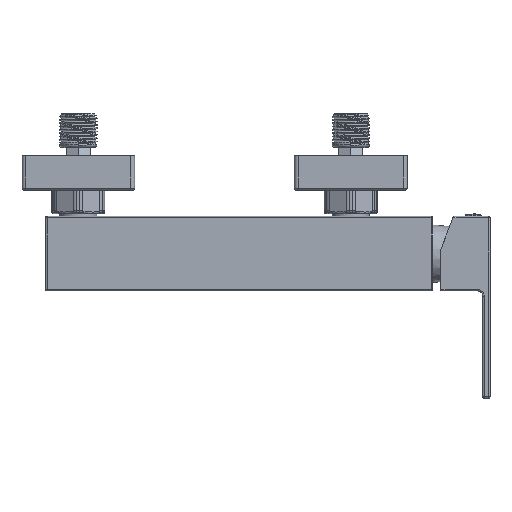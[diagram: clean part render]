
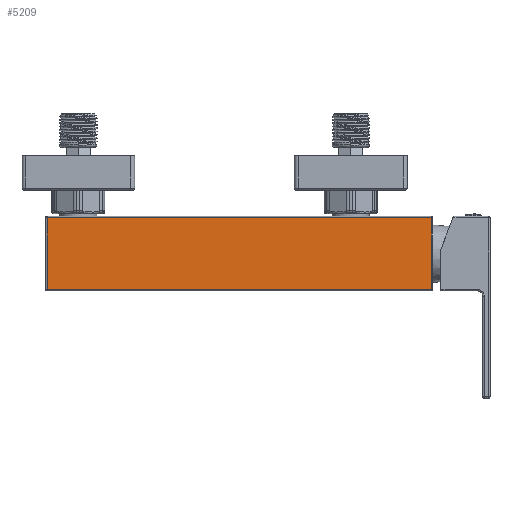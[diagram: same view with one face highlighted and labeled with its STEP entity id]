
A CAD part, top view. The second image highlights one B-rep face of the part: STEP entity #5209.
In plain terms, the highlighted planar face has unit normal (0, 0, 1).
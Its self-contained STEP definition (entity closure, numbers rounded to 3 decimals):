
#5133=CARTESIAN_POINT('',(119.7,19.7,18.));
#5134=VERTEX_POINT('',#5133);
#5160=CARTESIAN_POINT('',(-92.2,19.7,18.));
#5161=VERTEX_POINT('',#5160);
#5169=CARTESIAN_POINT('',(119.7,19.7,18.));
#5170=DIRECTION('',(-1.,-0.,0.));
#5171=VECTOR('',#5170,211.9);
#5172=LINE('',#5169,#5171);
#5173=EDGE_CURVE('',#5134,#5161,#5172,.T.);
#5179=CARTESIAN_POINT('',(0.,0.,18.));
#5180=DIRECTION('',(0.,0.,1.));
#5181=DIRECTION('',(1.,0.,0.));
#5182=AXIS2_PLACEMENT_3D('',#5179,#5180,#5181);
#5183=PLANE('',#5182);
#5184=ORIENTED_EDGE('',*,*,#5173,.T.);
#5185=CARTESIAN_POINT('',(-92.2,-19.7,18.));
#5186=VERTEX_POINT('',#5185);
#5187=CARTESIAN_POINT('',(-92.2,19.7,18.));
#5188=DIRECTION('',(-0.,-1.,-0.));
#5189=VECTOR('',#5188,39.4);
#5190=LINE('',#5187,#5189);
#5191=EDGE_CURVE('',#5161,#5186,#5190,.T.);
#5192=ORIENTED_EDGE('',*,*,#5191,.T.);
#5193=CARTESIAN_POINT('',(119.7,-19.7,18.));
#5194=VERTEX_POINT('',#5193);
#5195=CARTESIAN_POINT('',(-92.2,-19.7,18.));
#5196=DIRECTION('',(1.,0.,-0.));
#5197=VECTOR('',#5196,211.9);
#5198=LINE('',#5195,#5197);
#5199=EDGE_CURVE('',#5186,#5194,#5198,.T.);
#5200=ORIENTED_EDGE('',*,*,#5199,.T.);
#5201=CARTESIAN_POINT('',(119.7,-19.7,18.));
#5202=DIRECTION('',(0.,1.,0.));
#5203=VECTOR('',#5202,39.4);
#5204=LINE('',#5201,#5203);
#5205=EDGE_CURVE('',#5194,#5134,#5204,.T.);
#5206=ORIENTED_EDGE('',*,*,#5205,.T.);
#5207=EDGE_LOOP('',(#5184,#5192,#5200,#5206));
#5208=FACE_BOUND('',#5207,.T.);
#5209=ADVANCED_FACE('',(#5208),#5183,.T.);
